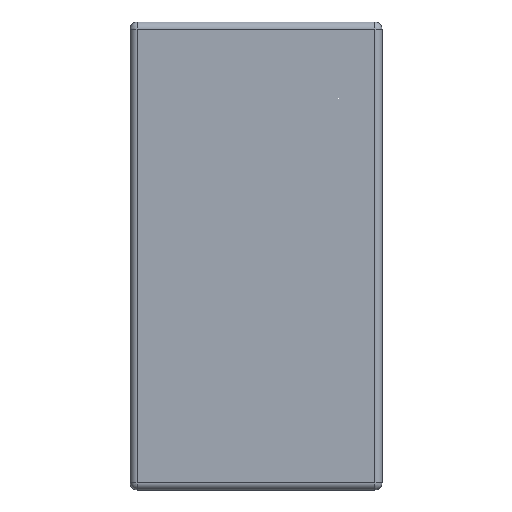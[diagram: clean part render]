
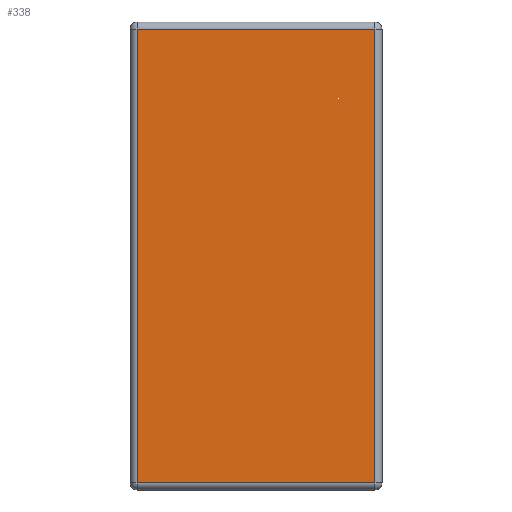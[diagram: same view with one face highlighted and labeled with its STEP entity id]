
A CAD part, front view. The second image highlights one B-rep face of the part: STEP entity #338.
In plain terms, the highlighted planar face has unit normal (0, -1, 0).
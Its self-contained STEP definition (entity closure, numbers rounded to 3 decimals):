
#64=FACE_OUTER_BOUND('',#90,.T.);
#90=EDGE_LOOP('',(#251,#252,#253,#254));
#131=LINE('',#598,#155);
#132=LINE('',#600,#156);
#133=LINE('',#602,#157);
#134=LINE('',#603,#158);
#155=VECTOR('',#457,1000.);
#156=VECTOR('',#458,1000.);
#157=VECTOR('',#459,1000.);
#158=VECTOR('',#460,1000.);
#179=VERTEX_POINT('',#596);
#180=VERTEX_POINT('',#597);
#181=VERTEX_POINT('',#599);
#182=VERTEX_POINT('',#601);
#203=EDGE_CURVE('',#179,#180,#131,.T.);
#204=EDGE_CURVE('',#180,#181,#132,.T.);
#205=EDGE_CURVE('',#181,#182,#133,.T.);
#206=EDGE_CURVE('',#182,#179,#134,.T.);
#251=ORIENTED_EDGE('',*,*,#203,.T.);
#252=ORIENTED_EDGE('',*,*,#204,.T.);
#253=ORIENTED_EDGE('',*,*,#205,.T.);
#254=ORIENTED_EDGE('',*,*,#206,.T.);
#332=PLANE('',#378);
#338=ADVANCED_FACE('',(#64),#332,.T.);
#378=AXIS2_PLACEMENT_3D('',#595,#455,#456);
#455=DIRECTION('center_axis',(0.,-1.,0.));
#456=DIRECTION('ref_axis',(0.,0.,-1.));
#457=DIRECTION('',(0.,0.,-1.));
#458=DIRECTION('',(1.,0.,0.));
#459=DIRECTION('',(0.,0.,1.));
#460=DIRECTION('',(-1.,0.,0.));
#595=CARTESIAN_POINT('Origin',(0.,0.,0.));
#596=CARTESIAN_POINT('',(-16.5,0.,31.5));
#597=CARTESIAN_POINT('',(-16.5,0.,-31.5));
#598=CARTESIAN_POINT('',(-16.5,0.,-32.5));
#599=CARTESIAN_POINT('',(16.5,0.,-31.5));
#600=CARTESIAN_POINT('',(17.5,0.,-31.5));
#601=CARTESIAN_POINT('',(16.5,0.,31.5));
#602=CARTESIAN_POINT('',(16.5,0.,32.5));
#603=CARTESIAN_POINT('',(-17.5,0.,31.5));
